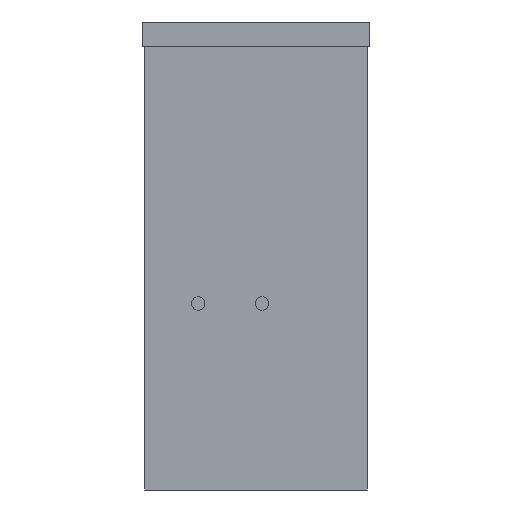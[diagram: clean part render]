
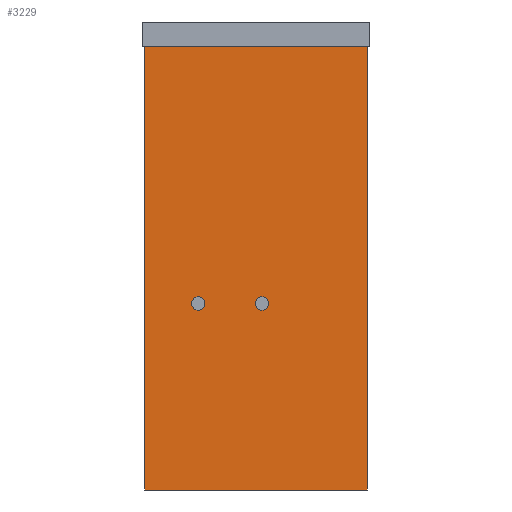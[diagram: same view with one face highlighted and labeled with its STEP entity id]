
A CAD part, left-side view. The second image highlights one B-rep face of the part: STEP entity #3229.
In plain terms, the highlighted planar face has unit normal (-1, 0, 0).
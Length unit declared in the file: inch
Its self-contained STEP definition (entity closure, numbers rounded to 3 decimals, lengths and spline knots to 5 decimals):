
#45 = EDGE_CURVE ( 'NONE', #3191, #4738, #5571, .T. ) ;
#147 = DIRECTION ( 'NONE',  ( 0., 0., 1. ) ) ;
#179 = CARTESIAN_POINT ( 'NONE',  ( 0.039, 0.789, -2.063 ) ) ;
#293 = CARTESIAN_POINT ( 'NONE',  ( 0.039, 1.255, -2.11221 ) ) ;
#471 = DIRECTION ( 'NONE',  ( 0., 0., 1. ) ) ;
#617 = LINE ( 'NONE', #1889, #6653 ) ;
#630 = CARTESIAN_POINT ( 'NONE',  ( 0.039, 1.649, -0.18 ) ) ;
#883 = AXIS2_PLACEMENT_3D ( 'NONE', #5484, #4236, #6697 ) ;
#1016 = EDGE_LOOP ( 'NONE', ( #3776, #1666 ) ) ;
#1105 = VECTOR ( 'NONE', #7767, 39.37008 ) ;
#1142 = PLANE ( 'NONE',  #883 ) ;
#1624 = CIRCLE ( 'NONE', #7030, 0.04921 ) ;
#1666 = ORIENTED_EDGE ( 'NONE', *, *, #7229, .F. ) ;
#1889 = CARTESIAN_POINT ( 'NONE',  ( 0.039, 0.015, -3.43 ) ) ;
#1922 = EDGE_CURVE ( 'NONE', #4542, #2203, #5475, .T. ) ;
#2156 = EDGE_CURVE ( 'NONE', #4108, #4474, #4235, .T. ) ;
#2203 = VERTEX_POINT ( 'NONE', #3549 ) ;
#2220 = DIRECTION ( 'NONE',  ( 0., 1., 0. ) ) ;
#2262 = CARTESIAN_POINT ( 'NONE',  ( 0.039, 0.789, -2.063 ) ) ;
#2304 = DIRECTION ( 'NONE',  ( -1., 0., 0. ) ) ;
#2429 = CARTESIAN_POINT ( 'NONE',  ( 0.039, 1.649, -3.43 ) ) ;
#2470 = CARTESIAN_POINT ( 'NONE',  ( 0.039, 1.255, -2.063 ) ) ;
#2489 = CARTESIAN_POINT ( 'NONE',  ( 0.039, 1.255, -2.01379 ) ) ;
#2509 = CARTESIAN_POINT ( 'NONE',  ( 0.039, 0.789, -2.01379 ) ) ;
#2570 = DIRECTION ( 'NONE',  ( 0., 0., 1. ) ) ;
#2985 = FACE_OUTER_BOUND ( 'NONE', #7352, .T. ) ;
#2988 = VERTEX_POINT ( 'NONE', #6707 ) ;
#3191 = VERTEX_POINT ( 'NONE', #293 ) ;
#3229 = ADVANCED_FACE ( 'NONE', ( #3550, #3705, #2985 ), #1142, .F. ) ;
#3549 = CARTESIAN_POINT ( 'NONE',  ( 0.039, 0.789, -2.11221 ) ) ;
#3550 = FACE_BOUND ( 'NONE', #4972, .T. ) ;
#3705 = FACE_BOUND ( 'NONE', #1016, .T. ) ;
#3725 = CIRCLE ( 'NONE', #7851, 0.04921 ) ;
#3754 = DIRECTION ( 'NONE',  ( 0., 0., 1. ) ) ;
#3759 = AXIS2_PLACEMENT_3D ( 'NONE', #5389, #5509, #4837 ) ;
#3776 = ORIENTED_EDGE ( 'NONE', *, *, #1922, .F. ) ;
#3787 = EDGE_CURVE ( 'NONE', #4481, #2988, #5910, .T. ) ;
#4108 = VERTEX_POINT ( 'NONE', #4339 ) ;
#4235 = LINE ( 'NONE', #7823, #6492 ) ;
#4236 = DIRECTION ( 'NONE',  ( 1., 0., 0. ) ) ;
#4339 = CARTESIAN_POINT ( 'NONE',  ( 0.039, 0.015, -0.18 ) ) ;
#4462 = EDGE_CURVE ( 'NONE', #4738, #3191, #3725, .T. ) ;
#4474 = VERTEX_POINT ( 'NONE', #630 ) ;
#4481 = VERTEX_POINT ( 'NONE', #7470 ) ;
#4542 = VERTEX_POINT ( 'NONE', #2509 ) ;
#4738 = VERTEX_POINT ( 'NONE', #2489 ) ;
#4774 = DIRECTION ( 'NONE',  ( 0., 0., 1. ) ) ;
#4837 = DIRECTION ( 'NONE',  ( 0., 0., 1. ) ) ;
#4861 = LINE ( 'NONE', #2429, #4882 ) ;
#4882 = VECTOR ( 'NONE', #471, 39.37008 ) ;
#4972 = EDGE_LOOP ( 'NONE', ( #5445, #7613 ) ) ;
#5125 = ORIENTED_EDGE ( 'NONE', *, *, #3787, .F. ) ;
#5389 = CARTESIAN_POINT ( 'NONE',  ( 0.039, 1.255, -2.063 ) ) ;
#5422 = EDGE_CURVE ( 'NONE', #2988, #4474, #4861, .T. ) ;
#5445 = ORIENTED_EDGE ( 'NONE', *, *, #4462, .F. ) ;
#5475 = CIRCLE ( 'NONE', #5730, 0.04921 ) ;
#5484 = CARTESIAN_POINT ( 'NONE',  ( 0.039, 0.015, -3.43 ) ) ;
#5509 = DIRECTION ( 'NONE',  ( -1., 0., 0. ) ) ;
#5571 = CIRCLE ( 'NONE', #3759, 0.04921 ) ;
#5730 = AXIS2_PLACEMENT_3D ( 'NONE', #179, #6290, #3754 ) ;
#5910 = LINE ( 'NONE', #7646, #1105 ) ;
#6258 = ORIENTED_EDGE ( 'NONE', *, *, #2156, .T. ) ;
#6290 = DIRECTION ( 'NONE',  ( -1., 0., 0. ) ) ;
#6293 = DIRECTION ( 'NONE',  ( -1., 0., 0. ) ) ;
#6492 = VECTOR ( 'NONE', #2220, 39.37008 ) ;
#6653 = VECTOR ( 'NONE', #2570, 39.37008 ) ;
#6697 = DIRECTION ( 'NONE',  ( 0., 0., -1. ) ) ;
#6707 = CARTESIAN_POINT ( 'NONE',  ( 0.039, 1.649, -3.43 ) ) ;
#7030 = AXIS2_PLACEMENT_3D ( 'NONE', #2262, #2304, #4774 ) ;
#7149 = ORIENTED_EDGE ( 'NONE', *, *, #5422, .F. ) ;
#7229 = EDGE_CURVE ( 'NONE', #2203, #4542, #1624, .T. ) ;
#7352 = EDGE_LOOP ( 'NONE', ( #6258, #7149, #5125, #7945 ) ) ;
#7470 = CARTESIAN_POINT ( 'NONE',  ( 0.039, 0.015, -3.43 ) ) ;
#7613 = ORIENTED_EDGE ( 'NONE', *, *, #45, .F. ) ;
#7646 = CARTESIAN_POINT ( 'NONE',  ( 0.039, 0.015, -3.43 ) ) ;
#7766 = EDGE_CURVE ( 'NONE', #4481, #4108, #617, .T. ) ;
#7767 = DIRECTION ( 'NONE',  ( 0., 1., 0. ) ) ;
#7823 = CARTESIAN_POINT ( 'NONE',  ( 0.039, 0.015, -0.18 ) ) ;
#7851 = AXIS2_PLACEMENT_3D ( 'NONE', #2470, #6293, #147 ) ;
#7945 = ORIENTED_EDGE ( 'NONE', *, *, #7766, .T. ) ;
